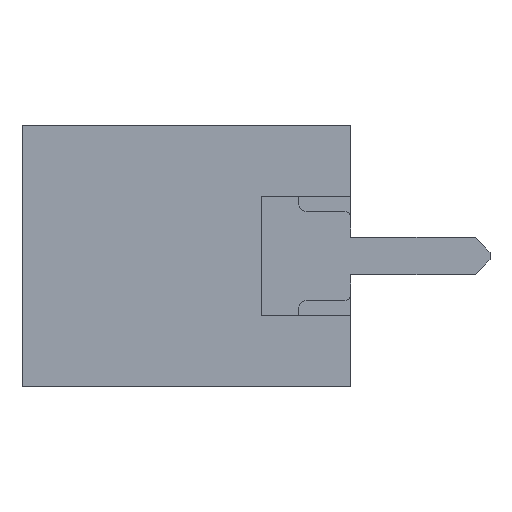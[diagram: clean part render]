
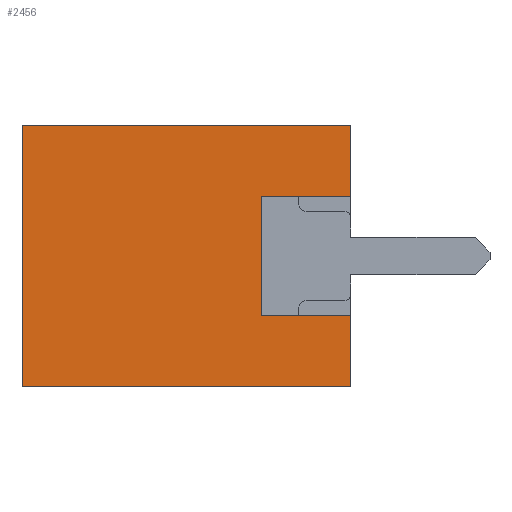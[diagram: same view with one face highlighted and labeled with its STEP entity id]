
A CAD part, left-side view. The second image highlights one B-rep face of the part: STEP entity #2456.
In plain terms, the highlighted planar face has unit normal (-1, 0, 0).
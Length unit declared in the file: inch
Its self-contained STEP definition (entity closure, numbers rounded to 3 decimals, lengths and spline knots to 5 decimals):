
#418=ORIENTED_EDGE('',*,*,#930,.T.);
#419=ORIENTED_EDGE('',*,*,#929,.T.);
#420=ORIENTED_EDGE('',*,*,#931,.F.);
#421=ORIENTED_EDGE('',*,*,#932,.F.);
#422=ORIENTED_EDGE('',*,*,#933,.T.);
#423=ORIENTED_EDGE('',*,*,#925,.T.);
#424=ORIENTED_EDGE('',*,*,#934,.T.);
#425=ORIENTED_EDGE('',*,*,#935,.T.);
#925=EDGE_CURVE('',#1214,#1213,#1471,.T.);
#929=EDGE_CURVE('',#1211,#1217,#1475,.T.);
#930=EDGE_CURVE('',#1218,#1211,#1476,.T.);
#931=EDGE_CURVE('',#1219,#1217,#1477,.T.);
#932=EDGE_CURVE('',#1220,#1219,#1478,.T.);
#933=EDGE_CURVE('',#1220,#1214,#1479,.T.);
#934=EDGE_CURVE('',#1213,#1221,#1480,.T.);
#935=EDGE_CURVE('',#1221,#1218,#1481,.T.);
#1211=VERTEX_POINT('',#3718);
#1213=VERTEX_POINT('',#3722);
#1214=VERTEX_POINT('',#3724);
#1217=VERTEX_POINT('',#3730);
#1218=VERTEX_POINT('',#3734);
#1219=VERTEX_POINT('',#3736);
#1220=VERTEX_POINT('',#3738);
#1221=VERTEX_POINT('',#3741);
#1471=LINE('',#3723,#1787);
#1475=LINE('',#3731,#1791);
#1476=LINE('',#3733,#1792);
#1477=LINE('',#3735,#1793);
#1478=LINE('',#3737,#1794);
#1479=LINE('',#3739,#1795);
#1480=LINE('',#3740,#1796);
#1481=LINE('',#3742,#1797);
#1787=VECTOR('',#3066,39.37008);
#1791=VECTOR('',#3070,39.37008);
#1792=VECTOR('',#3073,39.37008);
#1793=VECTOR('',#3074,39.37008);
#1794=VECTOR('',#3075,39.37008);
#1795=VECTOR('',#3076,39.37008);
#1796=VECTOR('',#3077,39.37008);
#1797=VECTOR('',#3078,39.37008);
#2048=EDGE_LOOP('',(#418,#419,#420,#421,#422,#423,#424,#425));
#2202=FACE_BOUND('',#2048,.T.);
#2324=PLANE('',#2651);
#2456=ADVANCED_FACE('',(#2202),#2324,.F.);
#2651=AXIS2_PLACEMENT_3D('',#3732,#3071,#3072);
#3066=DIRECTION('',(0.,0.,1.));
#3070=DIRECTION('',(0.,0.,1.));
#3071=DIRECTION('',(1.,0.,0.));
#3072=DIRECTION('',(0.,0.,-1.));
#3073=DIRECTION('',(0.,-1.,0.));
#3074=DIRECTION('',(0.,-1.,0.));
#3075=DIRECTION('',(0.,0.,1.));
#3076=DIRECTION('',(0.,-1.,0.));
#3077=DIRECTION('',(0.,1.,0.));
#3078=DIRECTION('',(0.,0.,1.));
#3718=CARTESIAN_POINT('',(-0.3065,0.,0.04));
#3722=CARTESIAN_POINT('',(-0.3065,0.,-0.04));
#3723=CARTESIAN_POINT('',(-0.3065,0.,-0.0875));
#3724=CARTESIAN_POINT('',(-0.3065,0.,-0.0875));
#3730=CARTESIAN_POINT('',(-0.3065,0.,0.0875));
#3731=CARTESIAN_POINT('',(-0.3065,0.,-0.0875));
#3732=CARTESIAN_POINT('',(-0.3065,0.22,-0.0875));
#3733=CARTESIAN_POINT('',(-0.3065,0.06,0.04));
#3734=CARTESIAN_POINT('',(-0.3065,0.06,0.04));
#3735=CARTESIAN_POINT('',(-0.3065,0.22,0.0875));
#3736=CARTESIAN_POINT('',(-0.3065,0.22,0.0875));
#3737=CARTESIAN_POINT('',(-0.3065,0.22,-0.0875));
#3738=CARTESIAN_POINT('',(-0.3065,0.22,-0.0875));
#3739=CARTESIAN_POINT('',(-0.3065,0.22,-0.0875));
#3740=CARTESIAN_POINT('',(-0.3065,0.,-0.04));
#3741=CARTESIAN_POINT('',(-0.3065,0.06,-0.04));
#3742=CARTESIAN_POINT('',(-0.3065,0.06,-0.04));
